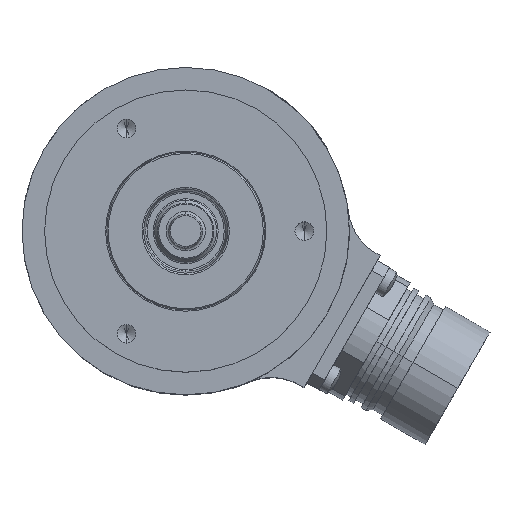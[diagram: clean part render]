
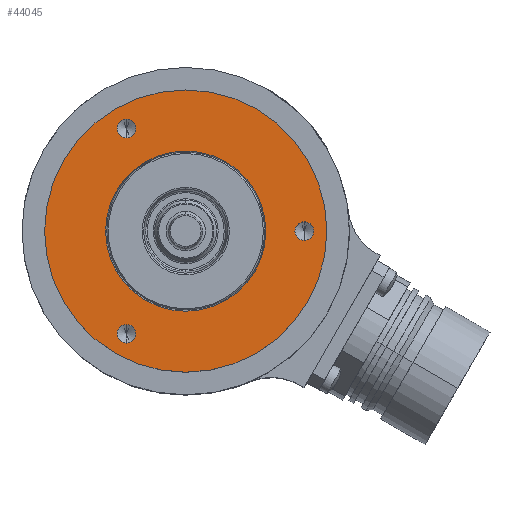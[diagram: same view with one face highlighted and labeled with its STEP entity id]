
A CAD part, top view. The second image highlights one B-rep face of the part: STEP entity #44045.
In plain terms, the highlighted planar face has unit normal (0, 0, 1).
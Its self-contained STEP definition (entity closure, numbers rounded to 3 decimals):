
#16362=CARTESIAN_POINT('',(0.,0.,27.));
#16363=DIRECTION('',(0.,0.,-1.));
#16364=DIRECTION('',(0.,1.,0.));
#16365=AXIS2_PLACEMENT_3D('',#16362,#16363,#16364);
#16367=CARTESIAN_POINT('',(0.,0.,27.));
#16368=DIRECTION('',(0.,0.,-1.));
#16369=DIRECTION('',(0.,-1.,0.));
#16370=AXIS2_PLACEMENT_3D('',#16367,#16368,#16369);
#16372=CARTESIAN_POINT('',(21.,0.,27.));
#16373=DIRECTION('',(0.,0.,1.));
#16374=DIRECTION('',(0.,-1.,0.));
#16375=AXIS2_PLACEMENT_3D('',#16372,#16373,#16374);
#16377=CARTESIAN_POINT('',(21.,0.,27.));
#16378=DIRECTION('',(0.,0.,1.));
#16379=DIRECTION('',(0.,1.,0.));
#16380=AXIS2_PLACEMENT_3D('',#16377,#16378,#16379);
#16382=CARTESIAN_POINT('',(-10.5,-18.187,27.));
#16383=DIRECTION('',(0.,0.,1.));
#16384=DIRECTION('',(0.,-1.,0.));
#16385=AXIS2_PLACEMENT_3D('',#16382,#16383,#16384);
#16387=CARTESIAN_POINT('',(-10.5,-18.187,27.));
#16388=DIRECTION('',(0.,0.,1.));
#16389=DIRECTION('',(0.,1.,0.));
#16390=AXIS2_PLACEMENT_3D('',#16387,#16388,#16389);
#16392=CARTESIAN_POINT('',(-10.5,18.187,27.));
#16393=DIRECTION('',(0.,0.,1.));
#16394=DIRECTION('',(0.,-1.,0.));
#16395=AXIS2_PLACEMENT_3D('',#16392,#16393,#16394);
#16397=CARTESIAN_POINT('',(-10.5,18.187,27.));
#16398=DIRECTION('',(0.,0.,1.));
#16399=DIRECTION('',(0.,1.,0.));
#16400=AXIS2_PLACEMENT_3D('',#16397,#16398,#16399);
#16407=CARTESIAN_POINT('',(0.,0.,27.));
#16408=DIRECTION('',(0.,0.,-1.));
#16409=DIRECTION('',(-1.,0.,0.));
#16410=AXIS2_PLACEMENT_3D('',#16407,#16408,#16409);
#16425=CARTESIAN_POINT('',(0.,0.,27.));
#16426=DIRECTION('',(0.,0.,-1.));
#16427=DIRECTION('',(1.,0.,0.));
#16428=AXIS2_PLACEMENT_3D('',#16425,#16426,#16427);
#23632=CARTESIAN_POINT('',(0.,25.,27.));
#23633=CARTESIAN_POINT('',(0.,-25.,27.));
#23634=VERTEX_POINT('',#23632);
#23635=VERTEX_POINT('',#23633);
#23838=CARTESIAN_POINT('',(14.188,0.,27.));
#23839=CARTESIAN_POINT('',(-14.188,0.,27.));
#23840=VERTEX_POINT('',#23838);
#23841=VERTEX_POINT('',#23839);
#24050=CARTESIAN_POINT('',(21.,-1.65,27.));
#24051=CARTESIAN_POINT('',(21.,1.65,27.));
#24052=VERTEX_POINT('',#24050);
#24053=VERTEX_POINT('',#24051);
#24060=CARTESIAN_POINT('',(-10.5,-19.837,27.));
#24061=CARTESIAN_POINT('',(-10.5,-16.537,27.));
#24062=VERTEX_POINT('',#24060);
#24063=VERTEX_POINT('',#24061);
#24070=CARTESIAN_POINT('',(-10.5,16.537,27.));
#24071=CARTESIAN_POINT('',(-10.5,19.837,27.));
#24072=VERTEX_POINT('',#24070);
#24073=VERTEX_POINT('',#24071);
#44011=CARTESIAN_POINT('',(0.,0.,27.));
#44012=DIRECTION('',(0.,0.,1.));
#44013=DIRECTION('',(1.,0.,0.));
#44014=AXIS2_PLACEMENT_3D('',#44011,#44012,#44013);
#44015=PLANE('',#44014);
#44017=ORIENTED_EDGE('',*,*,#44016,.T.);
#44018=ORIENTED_EDGE('',*,*,#44001,.T.);
#44019=EDGE_LOOP('',(#44017,#44018));
#44020=FACE_OUTER_BOUND('',#44019,.F.);
#44022=ORIENTED_EDGE('',*,*,#44021,.F.);
#44024=ORIENTED_EDGE('',*,*,#44023,.F.);
#44025=EDGE_LOOP('',(#44022,#44024));
#44026=FACE_BOUND('',#44025,.F.);
#44028=ORIENTED_EDGE('',*,*,#44027,.T.);
#44030=ORIENTED_EDGE('',*,*,#44029,.T.);
#44031=EDGE_LOOP('',(#44028,#44030));
#44032=FACE_BOUND('',#44031,.F.);
#44034=ORIENTED_EDGE('',*,*,#44033,.T.);
#44036=ORIENTED_EDGE('',*,*,#44035,.T.);
#44037=EDGE_LOOP('',(#44034,#44036));
#44038=FACE_BOUND('',#44037,.F.);
#44040=ORIENTED_EDGE('',*,*,#44039,.T.);
#44042=ORIENTED_EDGE('',*,*,#44041,.T.);
#44043=EDGE_LOOP('',(#44040,#44042));
#44044=FACE_BOUND('',#44043,.F.);
#16366=CIRCLE('',#16365,25.);
#16371=CIRCLE('',#16370,25.);
#16376=CIRCLE('',#16375,1.65);
#16381=CIRCLE('',#16380,1.65);
#16386=CIRCLE('',#16385,1.65);
#16391=CIRCLE('',#16390,1.65);
#16396=CIRCLE('',#16395,1.65);
#16401=CIRCLE('',#16400,1.65);
#16411=CIRCLE('',#16410,14.188);
#16429=CIRCLE('',#16428,14.188);
#44001=EDGE_CURVE('',#23635,#23634,#16371,.T.);
#44016=EDGE_CURVE('',#23634,#23635,#16366,.T.);
#44021=EDGE_CURVE('',#23841,#23840,#16411,.T.);
#44023=EDGE_CURVE('',#23840,#23841,#16429,.T.);
#44027=EDGE_CURVE('',#24052,#24053,#16376,.T.);
#44029=EDGE_CURVE('',#24053,#24052,#16381,.T.);
#44033=EDGE_CURVE('',#24062,#24063,#16386,.T.);
#44035=EDGE_CURVE('',#24063,#24062,#16391,.T.);
#44039=EDGE_CURVE('',#24072,#24073,#16396,.T.);
#44041=EDGE_CURVE('',#24073,#24072,#16401,.T.);
#44045=ADVANCED_FACE('',(#44020,#44026,#44032,#44038,#44044),#44015,.T.);
